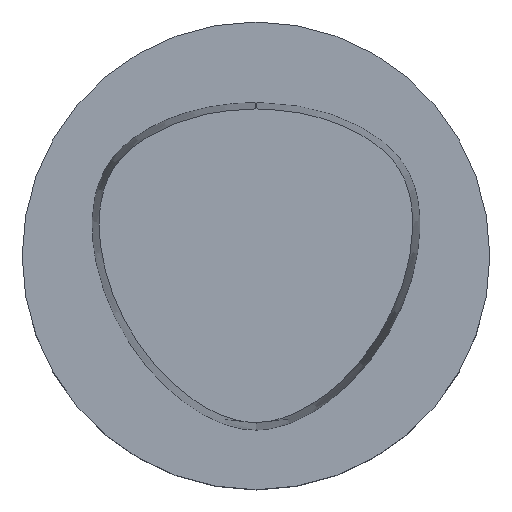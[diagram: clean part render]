
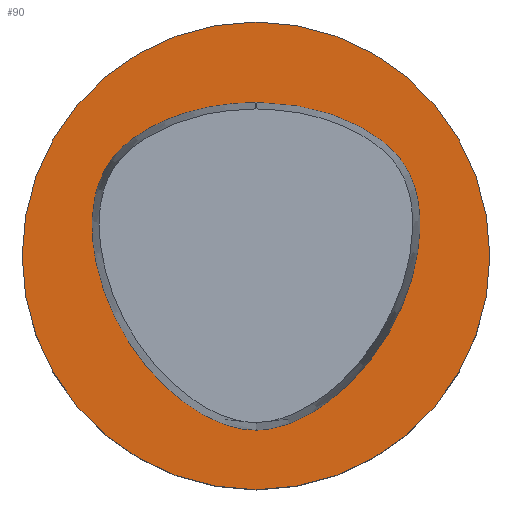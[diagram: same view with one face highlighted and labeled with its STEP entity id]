
A CAD part, top view. The second image highlights one B-rep face of the part: STEP entity #90.
In plain terms, the highlighted planar face has unit normal (0, 0, 1).
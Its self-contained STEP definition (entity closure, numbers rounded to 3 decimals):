
#53=EDGE_CURVE('Unnamed[1]',#135,#136,#137,.T.);
#70=EDGE_CURVE('Unnamed[1]',#162,#135,#163,.T.);
#90=ADVANCED_FACE('Unnamed[1]',(#190,#191),#192,.T.);
#97=EDGE_CURVE('Unnamed[1]',#200,#200,#201,.T.);
#109=EDGE_CURVE('Unnamed[1]',#136,#162,#216,.T.);
#135=VERTEX_POINT('',#235);
#136=VERTEX_POINT('',#236);
#137=B_SPLINE_CURVE_WITH_KNOTS('',3,(#237,#238,#239,#240,#241,#242,#243,#244,#245,#246,#247,#248,#249,#250,#251,#252,#253,#254),.UNSPECIFIED.,.F.,.F.,(4,1,1,1,1,1,1,1,1,2,1,1,1,1,4),(-6.615,-6.202,-5.788,-5.375,-4.961,-4.134,-3.308,-2.894,-2.481,-2.067,-1.654,-1.24,-0.827,-0.413,0.0),.UNSPECIFIED.);
#162=VERTEX_POINT('',#358);
#163=B_SPLINE_CURVE_WITH_KNOTS('',3,(#359,#360,#361,#362,#363,#364,#365,#366,#367,#368,#369,#370,#371,#372,#373,#374,#375),.UNSPECIFIED.,.F.,.F.,(4,1,1,1,1,1,1,1,1,1,1,1,1,1,4),(-13.23,-12.817,-12.403,-11.99,-11.576,-11.163,-10.956,-10.75,-10.336,-9.923,-9.096,-8.269,-7.442,-7.029,-6.615),.UNSPECIFIED.);
#190=FACE_BOUND('',#493,.T.);
#191=FACE_OUTER_BOUND('',#494,.T.);
#192=PLANE('',#495);
#200=VERTEX_POINT('',#507);
#201=CIRCLE('',#508,31.5);
#216=CIRCLE('',#542,0.95);
#235=CARTESIAN_POINT('',(0.044,-23.469,0.));
#236=CARTESIAN_POINT('',(-0.045,20.677,0.));
#237=CARTESIAN_POINT('',(0.044,-23.469,0.));
#238=CARTESIAN_POINT('',(-1.471,-23.477,0.));
#239=CARTESIAN_POINT('',(-4.439,-22.821,0.));
#240=CARTESIAN_POINT('',(-8.35,-20.8,0.));
#241=CARTESIAN_POINT('',(-11.745,-18.156,0.));
#242=CARTESIAN_POINT('',(-15.699,-14.041,0.));
#243=CARTESIAN_POINT('',(-19.535,-8.006,0.));
#244=CARTESIAN_POINT('',(-21.721,-1.161,0.0));
#245=CARTESIAN_POINT('',(-22.249,4.55,0.0));
#246=CARTESIAN_POINT('',(-21.665,9.002,0.0));
#247=CARTESIAN_POINT('',(-20.395,11.778,0.0));
#248=CARTESIAN_POINT('',(-18.593,14.198,0.0));
#249=CARTESIAN_POINT('',(-16.323,16.178,0.0));
#250=CARTESIAN_POINT('',(-12.508,18.252,0.));
#251=CARTESIAN_POINT('',(-8.468,19.679,0.));
#252=CARTESIAN_POINT('',(-4.23,20.488,0.));
#253=CARTESIAN_POINT('',(-1.423,20.613,0.));
#254=CARTESIAN_POINT('',(-0.045,20.677,0.));
#358=CARTESIAN_POINT('',(0.045,20.677,0.));
#359=CARTESIAN_POINT('',(0.045,20.677,0.));
#360=CARTESIAN_POINT('',(1.424,20.61,0.));
#361=CARTESIAN_POINT('',(4.223,20.484,0.));
#362=CARTESIAN_POINT('',(8.472,19.689,0.));
#363=CARTESIAN_POINT('',(12.514,18.243,0.0));
#364=CARTESIAN_POINT('',(16.304,16.173,0.));
#365=CARTESIAN_POINT('',(19.145,13.704,0.));
#366=CARTESIAN_POINT('',(20.732,11.101,0.0));
#367=CARTESIAN_POINT('',(21.783,8.281,0.));
#368=CARTESIAN_POINT('',(22.226,4.609,0.0));
#369=CARTESIAN_POINT('',(21.744,-1.113,0.0));
#370=CARTESIAN_POINT('',(19.552,-7.954,0.0));
#371=CARTESIAN_POINT('',(14.957,-15.209,0.0));
#372=CARTESIAN_POINT('',(9.668,-20.083,0.));
#373=CARTESIAN_POINT('',(4.516,-22.795,0.));
#374=CARTESIAN_POINT('',(1.559,-23.461,0.));
#375=CARTESIAN_POINT('',(0.044,-23.469,0.));
#493=EDGE_LOOP('',(#603,#604,#605));
#494=EDGE_LOOP('',(#606));
#495=AXIS2_PLACEMENT_3D('',#607,#608,#609);
#507=CARTESIAN_POINT('',(0.,31.5,0.));
#508=AXIS2_PLACEMENT_3D('',#618,#619,#620);
#542=AXIS2_PLACEMENT_3D('',#631,#632,#633);
#603=ORIENTED_EDGE('',*,*,#70,.T.);
#604=ORIENTED_EDGE('',*,*,#53,.T.);
#605=ORIENTED_EDGE('',*,*,#109,.T.);
#606=ORIENTED_EDGE('',*,*,#97,.F.);
#607=CARTESIAN_POINT('',(0.,15.75,0.));
#608=DIRECTION('',(0.,0.,1.0));
#609=DIRECTION('',(0.,-1.0,0.));
#618=CARTESIAN_POINT('',(0.0,0.0,0.0));
#619=DIRECTION('',(0.,0.,-1.0));
#620=DIRECTION('',(0.,1.0,0.));
#631=CARTESIAN_POINT('',(-0.001,19.728,0.));
#632=DIRECTION('',(0.,0.,-1.0));
#633=DIRECTION('',(-0.046,0.999,0.));
